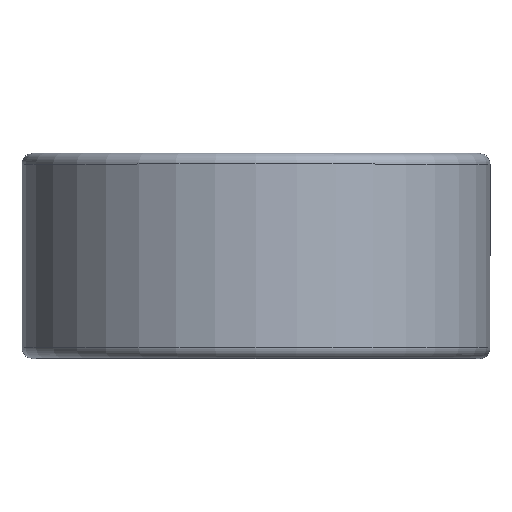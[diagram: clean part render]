
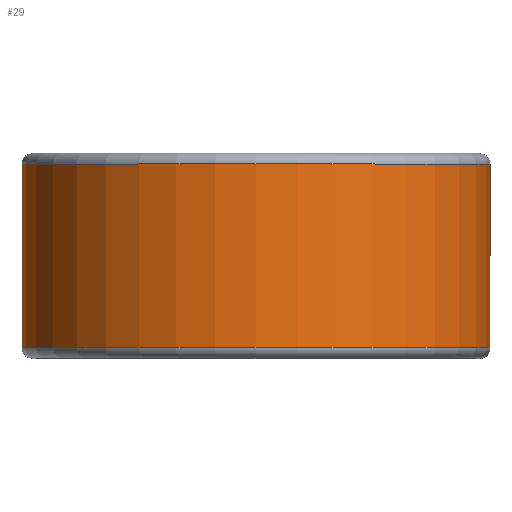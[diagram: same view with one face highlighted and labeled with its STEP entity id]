
A CAD part, top view. The second image highlights one B-rep face of the part: STEP entity #29.
In plain terms, the highlighted cylindrical face has radius 16.294 mm (diameter 32.588 mm), a partial arc.
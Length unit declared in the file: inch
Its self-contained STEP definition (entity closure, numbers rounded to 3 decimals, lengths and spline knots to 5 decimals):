
#6 = VERTEX_POINT ( 'NONE', #2469 ) ;
#29 = ADVANCED_FACE ( 'NONE', ( #786 ), #1343, .T. ) ;
#54 = CARTESIAN_POINT ( 'NONE',  ( 0., -0.25125, -0.6415 ) ) ;
#196 = EDGE_CURVE ( 'NONE', #1211, #1038, #386, .T. ) ;
#359 = EDGE_CURVE ( 'NONE', #6, #1211, #1815, .T. ) ;
#363 = EDGE_CURVE ( 'NONE', #6, #1690, #1126, .T. ) ;
#373 = EDGE_CURVE ( 'NONE', #1690, #1038, #736, .T. ) ;
#386 = LINE ( 'NONE', #408, #700 ) ;
#408 = CARTESIAN_POINT ( 'NONE',  ( 0., 0.25125, -0.6415 ) ) ;
#428 = DIRECTION ( 'NONE',  ( 0., 1., 0. ) ) ;
#700 = VECTOR ( 'NONE', #428, 39.37008 ) ;
#736 = CIRCLE ( 'NONE', #1863, 0.6415 ) ;
#786 = FACE_OUTER_BOUND ( 'NONE', #1687, .T. ) ;
#841 = VECTOR ( 'NONE', #1303, 39.37008 ) ;
#891 = DIRECTION ( 'NONE',  ( 0., 0., -1. ) ) ;
#963 = DIRECTION ( 'NONE',  ( 0., -1., 0. ) ) ;
#981 = CARTESIAN_POINT ( 'NONE',  ( 0., 0.25125, 0. ) ) ;
#1038 = VERTEX_POINT ( 'NONE', #2363 ) ;
#1126 = LINE ( 'NONE', #1526, #841 ) ;
#1211 = VERTEX_POINT ( 'NONE', #54 ) ;
#1212 = CARTESIAN_POINT ( 'NONE',  ( 0., -0.25125, 0. ) ) ;
#1263 = DIRECTION ( 'NONE',  ( 0., 0., -1. ) ) ;
#1269 = DIRECTION ( 'NONE',  ( 0., -1., 0. ) ) ;
#1303 = DIRECTION ( 'NONE',  ( 0., 1., 0. ) ) ;
#1343 = CYLINDRICAL_SURFACE ( 'NONE', #2391, 0.6415 ) ;
#1526 = CARTESIAN_POINT ( 'NONE',  ( 0.6415, 0.25125, 0. ) ) ;
#1548 = ORIENTED_EDGE ( 'NONE', *, *, #196, .F. ) ;
#1587 = ORIENTED_EDGE ( 'NONE', *, *, #359, .F. ) ;
#1687 = EDGE_LOOP ( 'NONE', ( #2330, #2419, #1548, #1587 ) ) ;
#1690 = VERTEX_POINT ( 'NONE', #1952 ) ;
#1774 = DIRECTION ( 'NONE',  ( 0., 0., -1. ) ) ;
#1815 = CIRCLE ( 'NONE', #1897, 0.6415 ) ;
#1863 = AXIS2_PLACEMENT_3D ( 'NONE', #981, #963, #891 ) ;
#1897 = AXIS2_PLACEMENT_3D ( 'NONE', #1212, #1269, #1263 ) ;
#1952 = CARTESIAN_POINT ( 'NONE',  ( 0.6415, 0.25125, 0. ) ) ;
#1985 = CARTESIAN_POINT ( 'NONE',  ( 0., 0.25, 0. ) ) ;
#2141 = DIRECTION ( 'NONE',  ( 0., -1., 0. ) ) ;
#2330 = ORIENTED_EDGE ( 'NONE', *, *, #363, .T. ) ;
#2363 = CARTESIAN_POINT ( 'NONE',  ( 0., 0.25125, -0.6415 ) ) ;
#2391 = AXIS2_PLACEMENT_3D ( 'NONE', #1985, #2141, #1774 ) ;
#2419 = ORIENTED_EDGE ( 'NONE', *, *, #373, .T. ) ;
#2469 = CARTESIAN_POINT ( 'NONE',  ( 0.6415, -0.25125, 0. ) ) ;
